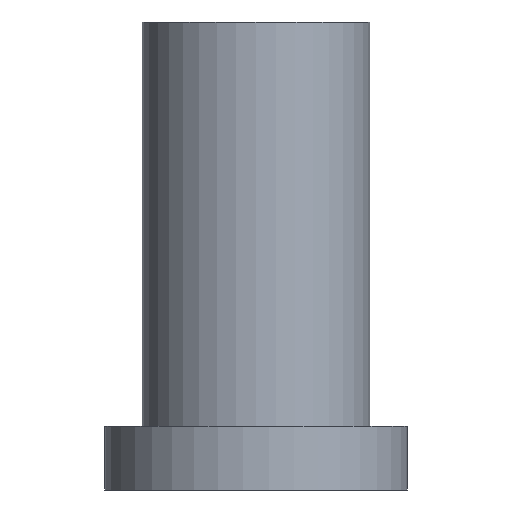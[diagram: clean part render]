
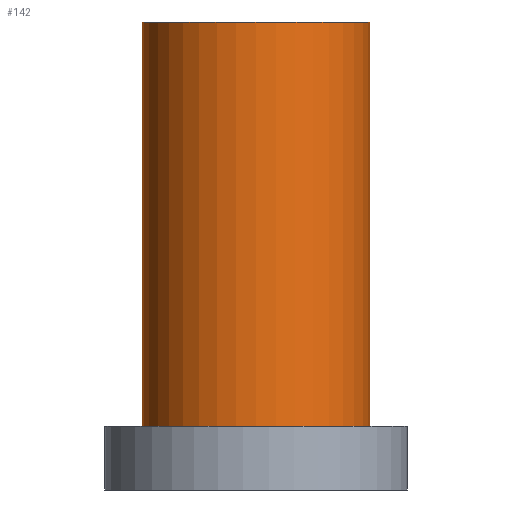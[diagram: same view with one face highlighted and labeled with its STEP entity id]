
A CAD part, left-side view. The second image highlights one B-rep face of the part: STEP entity #142.
In plain terms, the highlighted cylindrical face has radius 8.93 mm (diameter 17.86 mm), a full revolution.
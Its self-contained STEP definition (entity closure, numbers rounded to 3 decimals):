
#23=FACE_OUTER_BOUND('',#32,.T.);
#32=EDGE_LOOP('',(#102,#103,#104,#105));
#44=LINE('',#233,#54);
#54=VECTOR('',#188,8.93);
#64=CIRCLE('',#166,8.93);
#65=CIRCLE('',#167,8.93);
#72=VERTEX_POINT('',#230);
#73=VERTEX_POINT('',#232);
#84=EDGE_CURVE('',#72,#72,#64,.T.);
#85=EDGE_CURVE('',#72,#73,#44,.T.);
#86=EDGE_CURVE('',#73,#73,#65,.T.);
#102=ORIENTED_EDGE('',*,*,#84,.F.);
#103=ORIENTED_EDGE('',*,*,#85,.T.);
#104=ORIENTED_EDGE('',*,*,#86,.F.);
#105=ORIENTED_EDGE('',*,*,#85,.F.);
#138=CYLINDRICAL_SURFACE('',#165,8.93);
#142=ADVANCED_FACE('',(#23),#138,.T.);
#165=AXIS2_PLACEMENT_3D('',#229,#184,#185);
#166=AXIS2_PLACEMENT_3D('',#231,#186,#187);
#167=AXIS2_PLACEMENT_3D('',#234,#189,#190);
#184=DIRECTION('center_axis',(0.,0.,1.));
#185=DIRECTION('ref_axis',(1.,0.,0.));
#186=DIRECTION('center_axis',(0.,0.,1.));
#187=DIRECTION('ref_axis',(1.,0.,0.));
#188=DIRECTION('',(0.,0.,-1.));
#189=DIRECTION('center_axis',(0.,0.,-1.));
#190=DIRECTION('ref_axis',(1.,0.,0.));
#229=CARTESIAN_POINT('Origin',(0.,0.,0.));
#230=CARTESIAN_POINT('',(-8.93,0.,36.75));
#231=CARTESIAN_POINT('Origin',(0.,0.,36.75));
#232=CARTESIAN_POINT('',(-8.93,0.,5.));
#233=CARTESIAN_POINT('',(-8.93,0.,0.));
#234=CARTESIAN_POINT('Origin',(0.,0.,5.));
